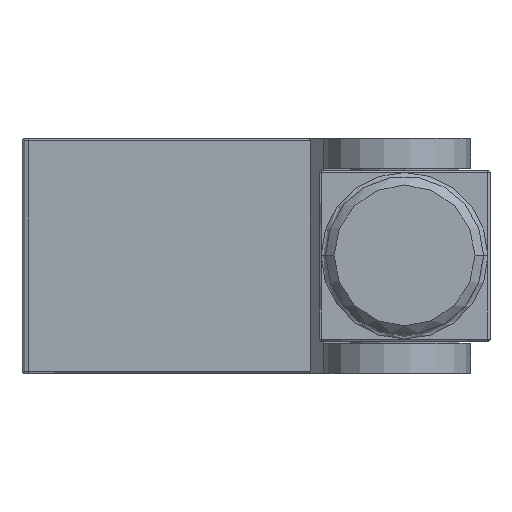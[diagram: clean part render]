
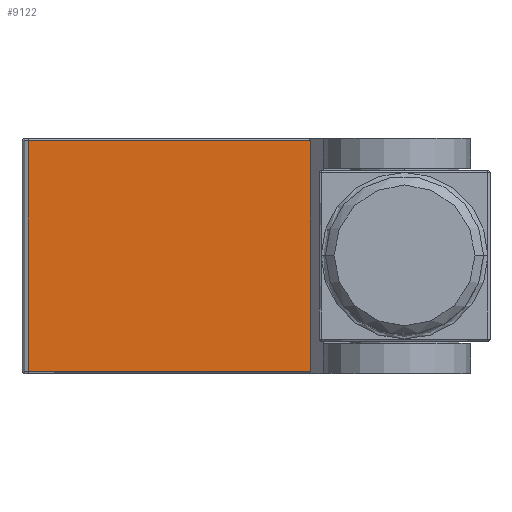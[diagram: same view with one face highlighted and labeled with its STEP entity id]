
A CAD part, top view. The second image highlights one B-rep face of the part: STEP entity #9122.
In plain terms, the highlighted planar face has unit normal (0, 0, 1).
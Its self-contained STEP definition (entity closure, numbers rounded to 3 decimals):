
#556 = VECTOR ( 'NONE', #7542, 1000. ) ;
#627 = LINE ( 'NONE', #10783, #556 ) ;
#861 = CARTESIAN_POINT ( 'NONE',  ( 15., 27.5, -17.5 ) ) ;
#2295 = LINE ( 'NONE', #12944, #14828 ) ;
#2411 = ORIENTED_EDGE ( 'NONE', *, *, #2823, .F. ) ;
#2690 = ORIENTED_EDGE ( 'NONE', *, *, #9655, .T. ) ;
#2823 = EDGE_CURVE ( 'NONE', #13188, #16506, #10351, .T. ) ;
#5016 = EDGE_LOOP ( 'NONE', ( #13932, #15019, #2411, #2690 ) ) ;
#5142 = DIRECTION ( 'NONE',  ( -1., 0., 0. ) ) ;
#5842 = CARTESIAN_POINT ( 'NONE',  ( -52.5, 27.5, -17.5 ) ) ;
#6738 = CARTESIAN_POINT ( 'NONE',  ( 15., 27., -17.5 ) ) ;
#7542 = DIRECTION ( 'NONE',  ( 1., 0., 0. ) ) ;
#8440 = AXIS2_PLACEMENT_3D ( 'NONE', #5842, #16396, #14420 ) ;
#9122 = ADVANCED_FACE ( 'NONE', ( #13520 ), #9614, .F. ) ;
#9428 = CARTESIAN_POINT ( 'NONE',  ( 15., -27., -17.5 ) ) ;
#9446 = EDGE_CURVE ( 'NONE', #10536, #17678, #2295, .T. ) ;
#9614 = PLANE ( 'NONE',  #8440 ) ;
#9655 = EDGE_CURVE ( 'NONE', #13188, #10536, #15879, .T. ) ;
#10351 = LINE ( 'NONE', #861, #18419 ) ;
#10389 = CARTESIAN_POINT ( 'NONE',  ( -51., -27., -17.5 ) ) ;
#10536 = VERTEX_POINT ( 'NONE', #17663 ) ;
#10679 = VECTOR ( 'NONE', #5142, 1000. ) ;
#10783 = CARTESIAN_POINT ( 'NONE',  ( -52.5, -27., -17.5 ) ) ;
#12944 = CARTESIAN_POINT ( 'NONE',  ( -51., 27.5, -17.5 ) ) ;
#13188 = VERTEX_POINT ( 'NONE', #6738 ) ;
#13520 = FACE_OUTER_BOUND ( 'NONE', #5016, .T. ) ;
#13932 = ORIENTED_EDGE ( 'NONE', *, *, #9446, .T. ) ;
#14420 = DIRECTION ( 'NONE',  ( -1., 0., 0. ) ) ;
#14828 = VECTOR ( 'NONE', #18056, 1000. ) ;
#15019 = ORIENTED_EDGE ( 'NONE', *, *, #18254, .T. ) ;
#15879 = LINE ( 'NONE', #19984, #10679 ) ;
#16396 = DIRECTION ( 'NONE',  ( 0., 0., -1. ) ) ;
#16506 = VERTEX_POINT ( 'NONE', #9428 ) ;
#17663 = CARTESIAN_POINT ( 'NONE',  ( -51., 27., -17.5 ) ) ;
#17678 = VERTEX_POINT ( 'NONE', #10389 ) ;
#18056 = DIRECTION ( 'NONE',  ( 0., -1., 0. ) ) ;
#18254 = EDGE_CURVE ( 'NONE', #17678, #16506, #627, .T. ) ;
#18419 = VECTOR ( 'NONE', #18974, 1000. ) ;
#18974 = DIRECTION ( 'NONE',  ( 0., -1., 0. ) ) ;
#19984 = CARTESIAN_POINT ( 'NONE',  ( -51., 27., -17.5 ) ) ;
